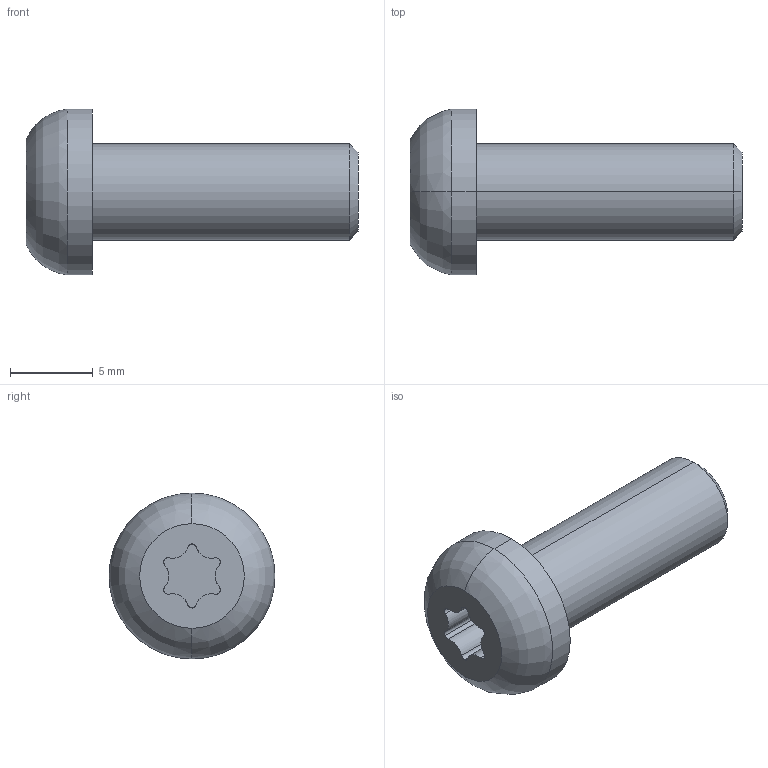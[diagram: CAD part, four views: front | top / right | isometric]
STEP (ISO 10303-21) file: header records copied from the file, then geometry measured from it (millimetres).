
FILE_DESCRIPTION (( 'STEP AP214' ), '1' );
FILE_NAME ('-6126300', '2019-02-04T09:21:38', ( '' ), ('JUGARD+KÜNSTNER GmbH'), 'SwSTEP 2.0', 'SolidWorks 2017', '' );
FILE_SCHEMA (( 'AUTOMOTIVE_DESIGN' ));
Length unit declared in the file: millimetre
Products named in the file (1): -6126300_CNAJF00
Bounding box: 20 x 10 x 10 mm (x, y, z)
Volume: 673.8 mm3; surface area: 562.2 mm2
Topology: 1 solids, 1 shells, 30 faces, 74 edges, 48 vertices
Faces by surface type: bspline 18, cylinder 4, plane 4, cone 2, torus 2
Entity records: 1634 total; most frequent: CARTESIAN_POINT 999, ORIENTED_EDGE 148, DIRECTION 78, EDGE_CURVE 74, VERTEX_POINT 48, B_SPLINE_CURVE_WITH_KNOTS 36, EDGE_LOOP 32, FACE_OUTER_BOUND 30
